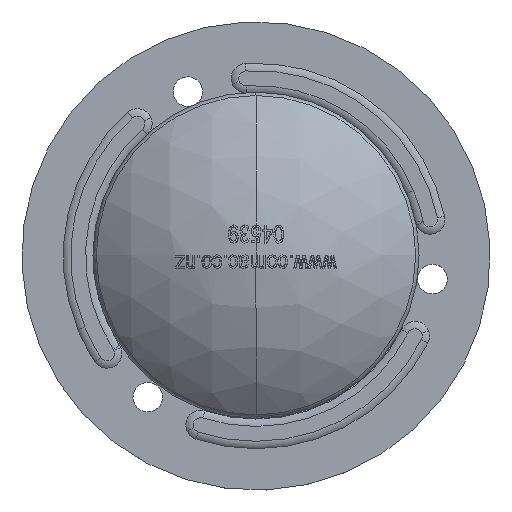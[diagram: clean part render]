
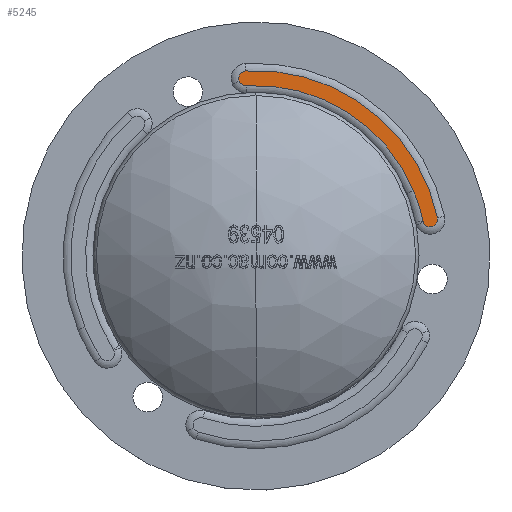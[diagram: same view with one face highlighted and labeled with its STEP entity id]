
A CAD part, top view. The second image highlights one B-rep face of the part: STEP entity #5245.
In plain terms, the highlighted face is planar.
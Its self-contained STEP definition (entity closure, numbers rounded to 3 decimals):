
#156 = DIRECTION ( 'NONE',  ( -1., 0., 0. ) ) ;
#947 = VERTEX_POINT ( 'NONE', #17384 ) ;
#1201 = DIRECTION ( 'NONE',  ( 0., 0., -1. ) ) ;
#1221 = EDGE_CURVE ( 'NONE', #18516, #19058, #26454, .T. ) ;
#1856 = CARTESIAN_POINT ( 'NONE',  ( -30.715, -5.783, -0.5 ) ) ;
#1947 = CARTESIAN_POINT ( 'NONE',  ( -9.518, 27.123, -0.5 ) ) ;
#2069 = VERTEX_POINT ( 'NONE', #14534 ) ;
#2890 = ORIENTED_EDGE ( 'NONE', *, *, #8160, .T. ) ;
#3700 = EDGE_CURVE ( 'NONE', #29256, #5024, #19494, .T. ) ;
#4176 = DIRECTION ( 'NONE',  ( -1., 0., 0. ) ) ;
#5024 = VERTEX_POINT ( 'NONE', #23465 ) ;
#5245 = ADVANCED_FACE ( 'NONE', ( #6340 ), #14701, .T. ) ;
#5677 = AXIS2_PLACEMENT_3D ( 'NONE', #16584, #24975, #156 ) ;
#5837 = EDGE_LOOP ( 'NONE', ( #16535, #26585, #12024, #31829, #8054, #2890, #31125 ) ) ;
#5864 = CIRCLE ( 'NONE', #24671, 1.255 ) ;
#5920 = DIRECTION ( 'NONE',  ( 0., 0., -1. ) ) ;
#6165 = DIRECTION ( 'NONE',  ( 0.5, -0.866, 0. ) ) ;
#6340 = FACE_OUTER_BOUND ( 'NONE', #5837, .T. ) ;
#8054 = ORIENTED_EDGE ( 'NONE', *, *, #27819, .T. ) ;
#8160 = EDGE_CURVE ( 'NONE', #2069, #947, #5864, .T. ) ;
#9486 = AXIS2_PLACEMENT_3D ( 'NONE', #12016, #17588, #17465 ) ;
#11238 = DIRECTION ( 'NONE',  ( 0., 0., -1. ) ) ;
#12016 = CARTESIAN_POINT ( 'NONE',  ( 0., 0., -0.5 ) ) ;
#12024 = ORIENTED_EDGE ( 'NONE', *, *, #1221, .T. ) ;
#14146 = DIRECTION ( 'NONE',  ( -1., 0., 0. ) ) ;
#14534 = CARTESIAN_POINT ( 'NONE',  ( -10.349, 29.492, -0.5 ) ) ;
#14701 = PLANE ( 'NONE',  #28328 ) ;
#15645 = AXIS2_PLACEMENT_3D ( 'NONE', #24370, #32690, #21595 ) ;
#15860 = VERTEX_POINT ( 'NONE', #1856 ) ;
#16535 = ORIENTED_EDGE ( 'NONE', *, *, #3700, .T. ) ;
#16584 = CARTESIAN_POINT ( 'NONE',  ( -29.482, -5.551, -0.5 ) ) ;
#16873 = CARTESIAN_POINT ( 'NONE',  ( -9.934, 28.308, -0.5 ) ) ;
#17384 = CARTESIAN_POINT ( 'NONE',  ( -8.679, 28.308, -0.5 ) ) ;
#17465 = DIRECTION ( 'NONE',  ( -1., 0., 0. ) ) ;
#17588 = DIRECTION ( 'NONE',  ( 0., 0., -1. ) ) ;
#17909 = CARTESIAN_POINT ( 'NONE',  ( -9.934, 28.308, -0.5 ) ) ;
#18516 = VERTEX_POINT ( 'NONE', #30742 ) ;
#19058 = VERTEX_POINT ( 'NONE', #28226 ) ;
#19494 = CIRCLE ( 'NONE', #19700, 28.745 ) ;
#19700 = AXIS2_PLACEMENT_3D ( 'NONE', #32839, #35767, #24513 ) ;
#21595 = DIRECTION ( 'NONE',  ( -1., 0., 0. ) ) ;
#22810 = CIRCLE ( 'NONE', #15645, 28.745 ) ;
#23204 = EDGE_CURVE ( 'NONE', #19058, #15860, #25621, .T. ) ;
#23465 = CARTESIAN_POINT ( 'NONE',  ( -28.745, 0., -0.5 ) ) ;
#23691 = AXIS2_PLACEMENT_3D ( 'NONE', #16873, #5920, #25387 ) ;
#24370 = CARTESIAN_POINT ( 'NONE',  ( 0., 0., -0.5 ) ) ;
#24513 = DIRECTION ( 'NONE',  ( -1., 0., 0. ) ) ;
#24671 = AXIS2_PLACEMENT_3D ( 'NONE', #17909, #29365, #4176 ) ;
#24975 = DIRECTION ( 'NONE',  ( 0., 0., -1. ) ) ;
#25360 = CIRCLE ( 'NONE', #23691, 1.255 ) ;
#25387 = DIRECTION ( 'NONE',  ( -1., 0., 0. ) ) ;
#25436 = CARTESIAN_POINT ( 'NONE',  ( -29.482, -5.551, -0.5 ) ) ;
#25621 = CIRCLE ( 'NONE', #29331, 1.255 ) ;
#26454 = CIRCLE ( 'NONE', #5677, 1.255 ) ;
#26585 = ORIENTED_EDGE ( 'NONE', *, *, #27127, .T. ) ;
#27127 = EDGE_CURVE ( 'NONE', #5024, #18516, #22810, .T. ) ;
#27819 = EDGE_CURVE ( 'NONE', #15860, #2069, #29797, .T. ) ;
#28226 = CARTESIAN_POINT ( 'NONE',  ( -28.227, -5.551, -0.5 ) ) ;
#28328 = AXIS2_PLACEMENT_3D ( 'NONE', #34202, #1201, #6165 ) ;
#29256 = VERTEX_POINT ( 'NONE', #1947 ) ;
#29331 = AXIS2_PLACEMENT_3D ( 'NONE', #25436, #11238, #14146 ) ;
#29365 = DIRECTION ( 'NONE',  ( 0., 0., -1. ) ) ;
#29797 = CIRCLE ( 'NONE', #9486, 31.255 ) ;
#30196 = EDGE_CURVE ( 'NONE', #947, #29256, #25360, .T. ) ;
#30742 = CARTESIAN_POINT ( 'NONE',  ( -28.249, -5.319, -0.5 ) ) ;
#31125 = ORIENTED_EDGE ( 'NONE', *, *, #30196, .T. ) ;
#31829 = ORIENTED_EDGE ( 'NONE', *, *, #23204, .T. ) ;
#32690 = DIRECTION ( 'NONE',  ( 0., 0., 1. ) ) ;
#32839 = CARTESIAN_POINT ( 'NONE',  ( 0., 0., -0.5 ) ) ;
#34202 = CARTESIAN_POINT ( 'NONE',  ( -4.967, 14.154, -0.5 ) ) ;
#35767 = DIRECTION ( 'NONE',  ( 0., 0., 1. ) ) ;
